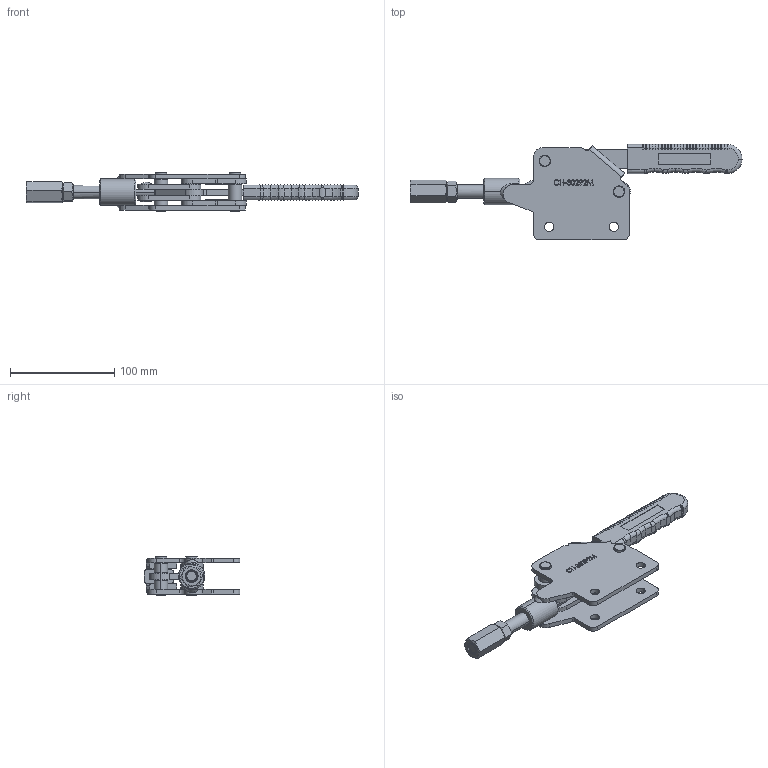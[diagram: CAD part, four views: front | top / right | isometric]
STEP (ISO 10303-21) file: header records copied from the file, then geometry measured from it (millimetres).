
FILE_DESCRIPTION (( 'STEP AP203' ), '1' );
FILE_NAME ('CH-30292M.STEP', '2017-11-27T06:13:25', ( 'Windows' ), ( 'Microsoft' ), 'SwSTEP 2.0', 'SolidWorks 2015', '' );
FILE_SCHEMA (( 'CONFIG_CONTROL_DESIGN' ));
Length unit declared in the file: millimetre
Products named in the file (14): CH-30290M-08; CH-30290M-10; CH-30290M-07; CH-30292M-01 BASE_默认<按加工>; CH-30290M-03 HANDLE; CH-30290M-02 CREST STALK; CH-30290M-06; CH-30290M-04 CONNECTING-PLATE; M12 Nut; CH-30290M-13; 00010; CH-30290M-09; CH-30292M; CH-30290M-12
Assembly tree (17 placements, depth 2):
  CH-30292M
    CH-30292M-01 BASE_默认<按加工>
    CH-30290M-02 CREST STALK
    CH-30290M-04 CONNECTING-PLATE  x2
    CH-30290M-13
    CH-30290M-09
    CH-30290M-12  x2
    CH-30290M-08  x2
    CH-30290M-10
    CH-30290M-07
    CH-30290M-03 HANDLE
    CH-30290M-06  x2
    M12 Nut
    00010
Bounding box: 318.68 x 91.92 x 37.99 mm (x, y, z)
Volume: 190515.6 mm3; surface area: 96896.2 mm2
Topology: 21 solids, 21 shells, 1182 faces, 3026 edges, 1913 vertices
Faces by surface type: cylinder 459, plane 362, bspline 195, torus 86, cone 74, sphere 6
Entity records: 49015 total; most frequent: CARTESIAN_POINT 21440, ORIENTED_EDGE 5800, DIRECTION 4903, EDGE_CURVE 2900, VERTEX_POINT 1837, AXIS2_PLACEMENT_3D 1736, VECTOR 1431, LINE 1431
